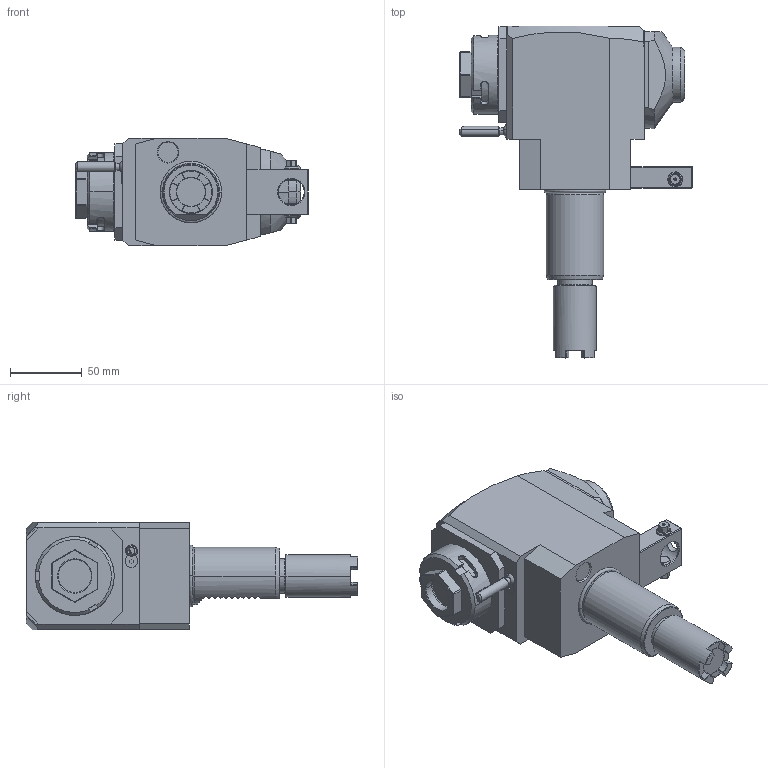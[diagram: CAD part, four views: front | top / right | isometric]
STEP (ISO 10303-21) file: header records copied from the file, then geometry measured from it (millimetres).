
FILE_DESCRIPTION((''),'2;1');
FILE_NAME('NGT1_40_255_32_3_2_80TB','2024-10-23T',('vali'),('NOVA GRUP'),'PRO/ENGINEER BY PARAMETRIC TECHNOLOGY CORPORATION, 2010280','PRO/ENGINEER BY PARAMETRIC TECHNOLOGY CORPORATION, 2010280','');
FILE_SCHEMA(('CONFIG_CONTROL_DESIGN'));
Length unit declared in the file: millimetre
Products named in the file (1): NGT1_40_255_32_3_2_80TB
Bounding box: 162.5 x 231.55 x 75 mm (x, y, z)
Volume: 1015310.7 mm3; surface area: 79616.3 mm2
Topology: 1 solids, 1 shells, 397 faces, 1040 edges, 662 vertices
Faces by surface type: plane 219, cylinder 88, cone 79, bspline 6, torus 3, sphere 2
Entity records: 15354 total; most frequent: CARTESIAN_POINT 5822, ORIENTED_EDGE 2072, DIRECTION 1835, EDGE_CURVE 1036, VERTEX_POINT 662, AXIS2_PLACEMENT_3D 628, VECTOR 579, LINE 579
